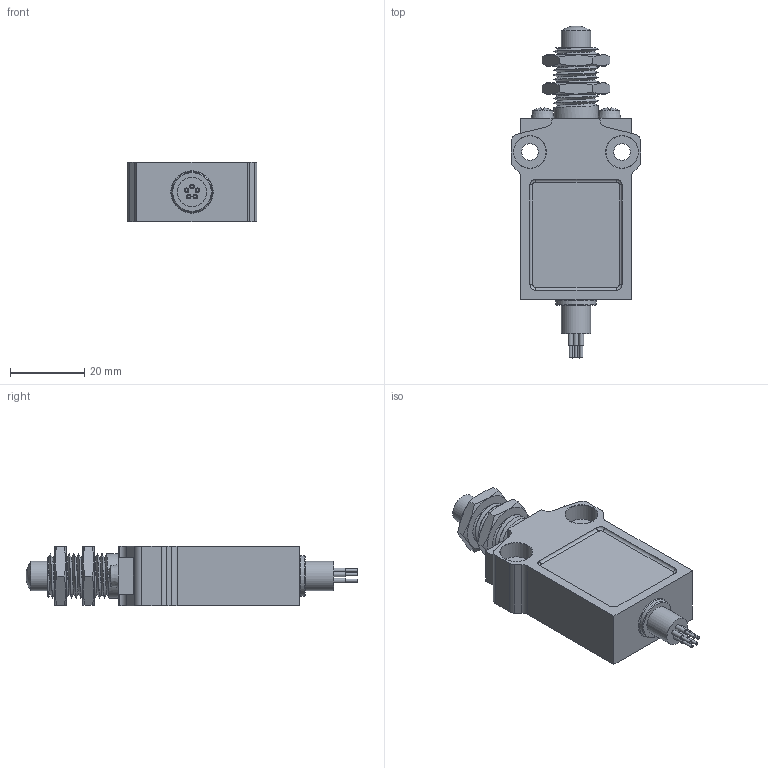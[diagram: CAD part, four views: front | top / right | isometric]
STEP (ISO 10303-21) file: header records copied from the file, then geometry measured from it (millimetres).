
FILE_DESCRIPTION (( 'STEP AP203' ), '1' );
FILE_NAME ('AEM2G21Z11-3_Default.step', '2022-04-01T15:31:39', ( 'Windows User' ), ( '' ), 'SwSTEP 2.0', 'SolidWorks 2021', '' );
FILE_SCHEMA (( 'CONFIG_CONTROL_DESIGN' ));
Length unit declared in the file: inch
Products named in the file (1): AEM2G21Z11-3_Default
Bounding box: 35.05 x 89.66 x 16 mm (x, y, z)
Volume: 24983.6 mm3; surface area: 8401.1 mm2
Topology: 1 solids, 1 shells, 168 faces, 420 edges, 277 vertices
Faces by surface type: plane 84, cylinder 43, cone 19, torus 10, bspline 9, sphere 3
Full cylindrical faces by diameter (mm): 0.787 x5, 1.27 x5, 4.496 x2, 7.874 x2, 8.733 x4, 10.922 x1, 11.938 x3
Entity records: 9588 total; most frequent: CARTESIAN_POINT 5813, DIRECTION 760, ORIENTED_EDGE 726, EDGE_CURVE 363, AXIS2_PLACEMENT_3D 301, VERTEX_POINT 258, EDGE_LOOP 227, FACE_OUTER_BOUND 187
